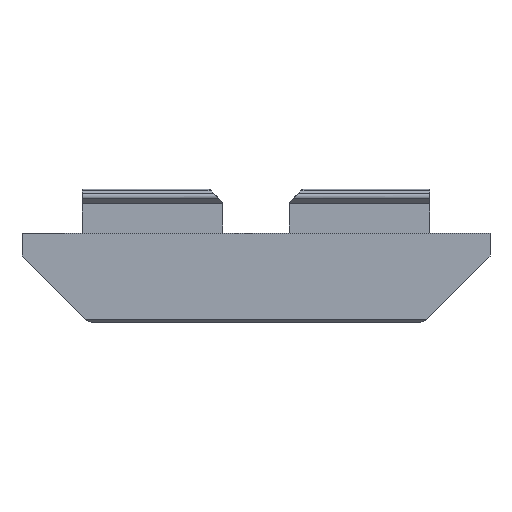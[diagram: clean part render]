
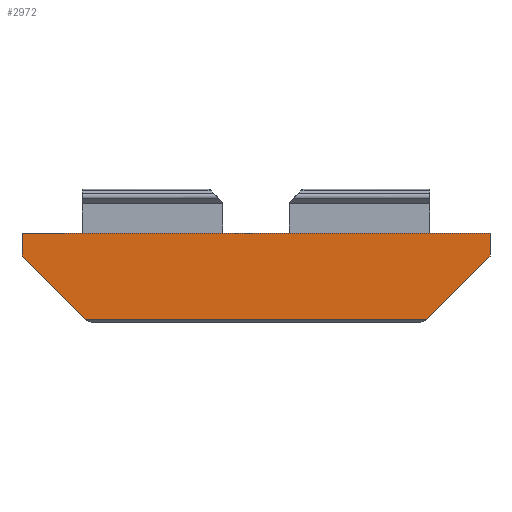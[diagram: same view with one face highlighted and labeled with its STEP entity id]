
A CAD part, left-side view. The second image highlights one B-rep face of the part: STEP entity #2972.
In plain terms, the highlighted planar face has unit normal (-1, 0, 0).
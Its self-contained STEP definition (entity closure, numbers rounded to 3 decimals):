
#308=FACE_OUTER_BOUND('',#464,.T.);
#464=EDGE_LOOP('',(#2689,#2690,#2691,#2692,#2693,#2694));
#505=LINE('',#3912,#843);
#515=LINE('',#3930,#853);
#777=LINE('',#4992,#1115);
#784=LINE('',#5004,#1122);
#801=LINE('',#5036,#1139);
#806=LINE('',#5048,#1144);
#843=VECTOR('',#3227,10.);
#853=VECTOR('',#3241,10.);
#1115=VECTOR('',#3763,10.);
#1122=VECTOR('',#3772,10.);
#1139=VECTOR('',#3805,10.);
#1144=VECTOR('',#3824,10.);
#1172=VERTEX_POINT('',#3910);
#1173=VERTEX_POINT('',#3911);
#1179=VERTEX_POINT('',#3928);
#1416=VERTEX_POINT('',#4989);
#1417=VERTEX_POINT('',#4991);
#1421=VERTEX_POINT('',#5002);
#1464=EDGE_CURVE('',#1172,#1173,#505,.T.);
#1474=EDGE_CURVE('',#1179,#1172,#515,.T.);
#1829=EDGE_CURVE('',#1416,#1417,#777,.T.);
#1836=EDGE_CURVE('',#1421,#1416,#784,.T.);
#1853=EDGE_CURVE('',#1173,#1421,#801,.T.);
#1858=EDGE_CURVE('',#1179,#1417,#806,.T.);
#2689=ORIENTED_EDGE('',*,*,#1464,.F.);
#2690=ORIENTED_EDGE('',*,*,#1474,.F.);
#2691=ORIENTED_EDGE('',*,*,#1858,.T.);
#2692=ORIENTED_EDGE('',*,*,#1829,.F.);
#2693=ORIENTED_EDGE('',*,*,#1836,.F.);
#2694=ORIENTED_EDGE('',*,*,#1853,.F.);
#2819=PLANE('',#3160);
#2972=ADVANCED_FACE('',(#308),#2819,.T.);
#3160=AXIS2_PLACEMENT_3D('',#5047,#3822,#3823);
#3227=DIRECTION('',(0.,1.,0.));
#3241=DIRECTION('',(0.,0.707,-0.707));
#3763=DIRECTION('',(0.,-1.,0.));
#3772=DIRECTION('',(0.,0.,1.));
#3805=DIRECTION('',(0.,0.707,0.707));
#3822=DIRECTION('center_axis',(-1.,0.,0.));
#3823=DIRECTION('ref_axis',(0.,-1.,0.));
#3824=DIRECTION('',(0.,0.,1.));
#3910=CARTESIAN_POINT('',(-20.,-25.25,-14.75));
#3911=CARTESIAN_POINT('',(-20.,0.25,-14.75));
#3912=CARTESIAN_POINT('',(-20.,-3.75,-14.75));
#3928=CARTESIAN_POINT('',(-20.,-30.,-10.));
#3930=CARTESIAN_POINT('',(-20.,-18.75,-21.25));
#4989=CARTESIAN_POINT('',(-20.,5.,-8.3));
#4991=CARTESIAN_POINT('',(-20.,-30.,-8.3));
#4992=CARTESIAN_POINT('',(-20.,5.,-8.3));
#5002=CARTESIAN_POINT('',(-20.,5.,-10.));
#5004=CARTESIAN_POINT('',(-20.,5.,-15.));
#5036=CARTESIAN_POINT('',(-20.,2.5,-12.5));
#5047=CARTESIAN_POINT('Origin',(-20.,5.,-15.));
#5048=CARTESIAN_POINT('',(-20.,-30.,-15.));
